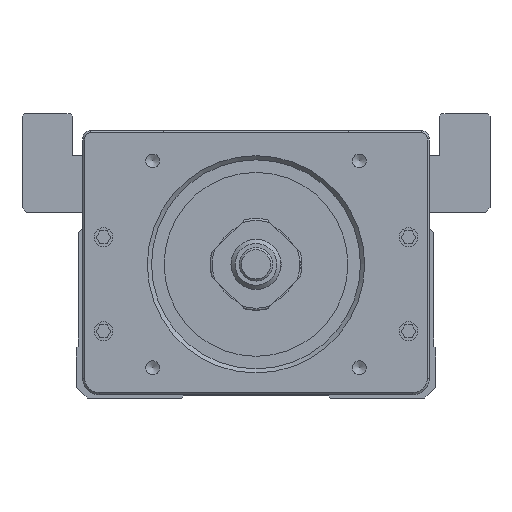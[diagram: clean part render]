
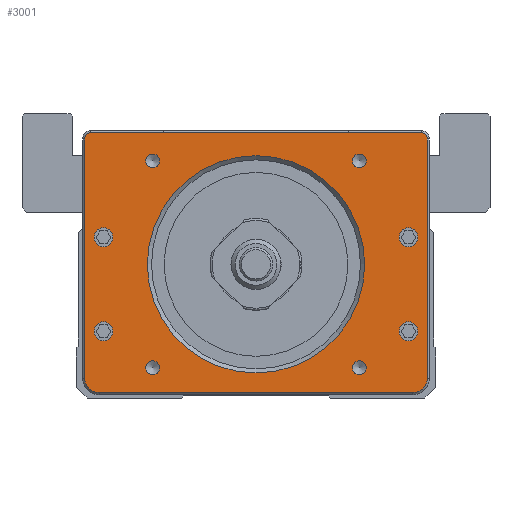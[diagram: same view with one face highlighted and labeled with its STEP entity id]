
A CAD part, front view. The second image highlights one B-rep face of the part: STEP entity #3001.
In plain terms, the highlighted planar face has unit normal (0, -1, 0).
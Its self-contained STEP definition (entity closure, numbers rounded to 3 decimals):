
#1210=FACE_BOUND('',#6439,.T.);
#1211=FACE_BOUND('',#6440,.T.);
#1212=FACE_BOUND('',#6441,.T.);
#1213=FACE_BOUND('',#6442,.T.);
#1214=FACE_BOUND('',#6443,.T.);
#1215=FACE_BOUND('',#6444,.T.);
#1216=FACE_BOUND('',#6445,.T.);
#1217=FACE_BOUND('',#6446,.T.);
#1218=FACE_BOUND('',#6447,.T.);
#1219=FACE_BOUND('',#6448,.T.);
#2029=CIRCLE('',#24693,26.);
#2030=CIRCLE('',#24694,1.65);
#2031=CIRCLE('',#24695,1.65);
#2032=CIRCLE('',#24696,1.65);
#2033=CIRCLE('',#24697,1.65);
#2034=CIRCLE('',#24698,1.5);
#2035=CIRCLE('',#24699,1.5);
#2036=CIRCLE('',#24700,3.5);
#2037=CIRCLE('',#24701,3.5);
#2038=CIRCLE('',#24702,2.25);
#2039=CIRCLE('',#24703,2.25);
#2040=CIRCLE('',#24704,2.25);
#2041=CIRCLE('',#24705,2.25);
#3001=ADVANCED_FACE('',(#1210,#1211,#1212,#1213,#1214,#1215,#1216,#1217,
#1218,#1219),#4128,.F.);
#4128=PLANE('',#24706);
#6439=EDGE_LOOP('',(#10761));
#6440=EDGE_LOOP('',(#10762));
#6441=EDGE_LOOP('',(#10763));
#6442=EDGE_LOOP('',(#10764));
#6443=EDGE_LOOP('',(#10765));
#6444=EDGE_LOOP('',(#10766,#10767,#10768,#10769,#10770,#10771,#10772,#10773));
#6445=EDGE_LOOP('',(#10774));
#6446=EDGE_LOOP('',(#10775));
#6447=EDGE_LOOP('',(#10776));
#6448=EDGE_LOOP('',(#10777));
#10761=ORIENTED_EDGE('',*,*,#17752,.T.);
#10762=ORIENTED_EDGE('',*,*,#17753,.T.);
#10763=ORIENTED_EDGE('',*,*,#17754,.T.);
#10764=ORIENTED_EDGE('',*,*,#17755,.T.);
#10765=ORIENTED_EDGE('',*,*,#17756,.T.);
#10766=ORIENTED_EDGE('',*,*,#17757,.T.);
#10767=ORIENTED_EDGE('',*,*,#17758,.T.);
#10768=ORIENTED_EDGE('',*,*,#17759,.T.);
#10769=ORIENTED_EDGE('',*,*,#17760,.T.);
#10770=ORIENTED_EDGE('',*,*,#17761,.T.);
#10771=ORIENTED_EDGE('',*,*,#17762,.T.);
#10772=ORIENTED_EDGE('',*,*,#17763,.T.);
#10773=ORIENTED_EDGE('',*,*,#17764,.T.);
#10774=ORIENTED_EDGE('',*,*,#17765,.T.);
#10775=ORIENTED_EDGE('',*,*,#17766,.T.);
#10776=ORIENTED_EDGE('',*,*,#17767,.T.);
#10777=ORIENTED_EDGE('',*,*,#17768,.T.);
#15037=VERTEX_POINT('',#36850);
#15038=VERTEX_POINT('',#36852);
#15039=VERTEX_POINT('',#36854);
#15040=VERTEX_POINT('',#36856);
#15041=VERTEX_POINT('',#36858);
#15042=VERTEX_POINT('',#36860);
#15043=VERTEX_POINT('',#36861);
#15044=VERTEX_POINT('',#36863);
#15045=VERTEX_POINT('',#36865);
#15046=VERTEX_POINT('',#36867);
#15047=VERTEX_POINT('',#36869);
#15048=VERTEX_POINT('',#36871);
#15049=VERTEX_POINT('',#36873);
#15050=VERTEX_POINT('',#36876);
#15051=VERTEX_POINT('',#36878);
#15052=VERTEX_POINT('',#36880);
#15053=VERTEX_POINT('',#36882);
#17752=EDGE_CURVE('',#15037,#15037,#2029,.T.);
#17753=EDGE_CURVE('',#15038,#15038,#2030,.T.);
#17754=EDGE_CURVE('',#15039,#15039,#2031,.T.);
#17755=EDGE_CURVE('',#15040,#15040,#2032,.T.);
#17756=EDGE_CURVE('',#15041,#15041,#2033,.T.);
#17757=EDGE_CURVE('',#15042,#15043,#20411,.T.);
#17758=EDGE_CURVE('',#15043,#15044,#2034,.T.);
#17759=EDGE_CURVE('',#15044,#15045,#20412,.T.);
#17760=EDGE_CURVE('',#15045,#15046,#2035,.T.);
#17761=EDGE_CURVE('',#15046,#15047,#20413,.T.);
#17762=EDGE_CURVE('',#15047,#15048,#2036,.T.);
#17763=EDGE_CURVE('',#15048,#15049,#20414,.T.);
#17764=EDGE_CURVE('',#15049,#15042,#2037,.T.);
#17765=EDGE_CURVE('',#15050,#15050,#2038,.T.);
#17766=EDGE_CURVE('',#15051,#15051,#2039,.T.);
#17767=EDGE_CURVE('',#15052,#15052,#2040,.T.);
#17768=EDGE_CURVE('',#15053,#15053,#2041,.T.);
#20411=LINE('',#36859,#22686);
#20412=LINE('',#36864,#22687);
#20413=LINE('',#36868,#22688);
#20414=LINE('',#36872,#22689);
#22686=VECTOR('',#29191,1.);
#22687=VECTOR('',#29194,1.);
#22688=VECTOR('',#29197,1.);
#22689=VECTOR('',#29200,1.);
#24693=AXIS2_PLACEMENT_3D('',#36849,#29181,#29182);
#24694=AXIS2_PLACEMENT_3D('',#36851,#29183,#29184);
#24695=AXIS2_PLACEMENT_3D('',#36853,#29185,#29186);
#24696=AXIS2_PLACEMENT_3D('',#36855,#29187,#29188);
#24697=AXIS2_PLACEMENT_3D('',#36857,#29189,#29190);
#24698=AXIS2_PLACEMENT_3D('',#36862,#29192,#29193);
#24699=AXIS2_PLACEMENT_3D('',#36866,#29195,#29196);
#24700=AXIS2_PLACEMENT_3D('',#36870,#29198,#29199);
#24701=AXIS2_PLACEMENT_3D('',#36874,#29201,#29202);
#24702=AXIS2_PLACEMENT_3D('',#36875,#29203,#29204);
#24703=AXIS2_PLACEMENT_3D('',#36877,#29205,#29206);
#24704=AXIS2_PLACEMENT_3D('',#36879,#29207,#29208);
#24705=AXIS2_PLACEMENT_3D('',#36881,#29209,#29210);
#24706=AXIS2_PLACEMENT_3D('',#36883,#29211,#29212);
#29181=DIRECTION('',(0.,1.,0.));
#29182=DIRECTION('',(0.,0.,1.));
#29183=DIRECTION('',(0.,1.,0.));
#29184=DIRECTION('',(0.,0.,1.));
#29185=DIRECTION('',(0.,1.,0.));
#29186=DIRECTION('',(0.,0.,1.));
#29187=DIRECTION('',(0.,1.,0.));
#29188=DIRECTION('',(0.,0.,1.));
#29189=DIRECTION('',(0.,1.,0.));
#29190=DIRECTION('',(0.,0.,1.));
#29191=DIRECTION('',(0.,0.,1.));
#29192=DIRECTION('',(0.,-1.,0.));
#29193=DIRECTION('',(0.,0.,1.));
#29194=DIRECTION('',(-1.,0.,0.));
#29195=DIRECTION('',(0.,-1.,0.));
#29196=DIRECTION('',(0.,0.,1.));
#29197=DIRECTION('',(0.,0.,-1.));
#29198=DIRECTION('',(0.,-1.,0.));
#29199=DIRECTION('',(0.,0.,1.));
#29200=DIRECTION('',(1.,0.,0.));
#29201=DIRECTION('',(0.,-1.,0.));
#29202=DIRECTION('',(0.,0.,1.));
#29203=DIRECTION('',(0.,1.,0.));
#29204=DIRECTION('',(0.,0.,1.));
#29205=DIRECTION('',(0.,1.,0.));
#29206=DIRECTION('',(0.,0.,1.));
#29207=DIRECTION('',(0.,1.,0.));
#29208=DIRECTION('',(0.,0.,1.));
#29209=DIRECTION('',(0.,1.,0.));
#29210=DIRECTION('',(0.,0.,1.));
#29211=DIRECTION('',(0.,1.,0.));
#29212=DIRECTION('',(0.,0.,-1.));
#36849=CARTESIAN_POINT('',(0.,-236.633,32.));
#36850=CARTESIAN_POINT('',(0.,-236.633,58.));
#36851=CARTESIAN_POINT('',(-24.749,-236.633,56.749));
#36852=CARTESIAN_POINT('',(-24.749,-236.633,58.399));
#36853=CARTESIAN_POINT('',(-24.749,-236.633,7.251));
#36854=CARTESIAN_POINT('',(-24.749,-236.633,8.901));
#36855=CARTESIAN_POINT('',(24.749,-236.633,7.251));
#36856=CARTESIAN_POINT('',(24.749,-236.633,8.901));
#36857=CARTESIAN_POINT('',(24.749,-236.633,56.749));
#36858=CARTESIAN_POINT('',(24.749,-236.633,58.399));
#36859=CARTESIAN_POINT('',(41.,-236.633,60.));
#36860=CARTESIAN_POINT('',(41.,-236.633,4.8));
#36861=CARTESIAN_POINT('',(41.,-236.633,62.));
#36862=CARTESIAN_POINT('',(39.5,-236.633,62.));
#36863=CARTESIAN_POINT('',(39.5,-236.633,63.5));
#36864=CARTESIAN_POINT('',(39.,-236.633,63.5));
#36865=CARTESIAN_POINT('',(-39.5,-236.633,63.5));
#36866=CARTESIAN_POINT('',(-39.5,-236.633,62.));
#36867=CARTESIAN_POINT('',(-41.,-236.633,62.));
#36868=CARTESIAN_POINT('',(-41.,-236.633,60.));
#36869=CARTESIAN_POINT('',(-41.,-236.633,4.8));
#36870=CARTESIAN_POINT('',(-37.5,-236.633,4.8));
#36871=CARTESIAN_POINT('',(-37.5,-236.633,1.3));
#36872=CARTESIAN_POINT('',(39.,-236.633,1.3));
#36873=CARTESIAN_POINT('',(37.5,-236.633,1.3));
#36874=CARTESIAN_POINT('',(37.5,-236.633,4.8));
#36875=CARTESIAN_POINT('',(-36.5,-236.633,38.5));
#36876=CARTESIAN_POINT('',(-36.5,-236.633,40.75));
#36877=CARTESIAN_POINT('',(-36.5,-236.633,16.));
#36878=CARTESIAN_POINT('',(-36.5,-236.633,18.25));
#36879=CARTESIAN_POINT('',(36.5,-236.633,38.5));
#36880=CARTESIAN_POINT('',(36.5,-236.633,40.75));
#36881=CARTESIAN_POINT('',(36.5,-236.633,16.));
#36882=CARTESIAN_POINT('',(36.5,-236.633,18.25));
#36883=CARTESIAN_POINT('',(39.,-236.633,60.));
